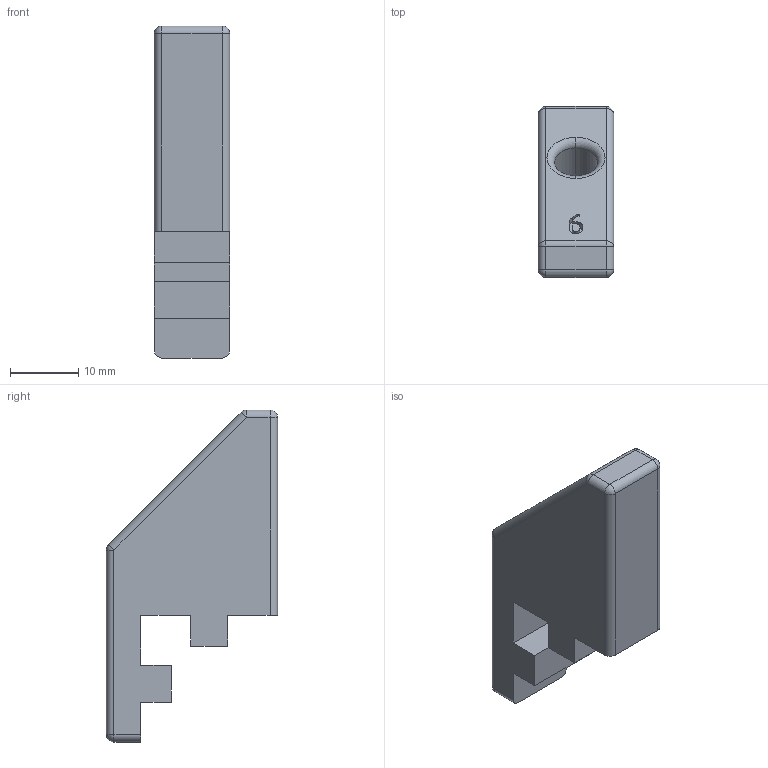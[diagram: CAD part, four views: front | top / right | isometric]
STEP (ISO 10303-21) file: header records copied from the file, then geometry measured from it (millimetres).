
FILE_DESCRIPTION (( 'STEP AP214' ), '1' );
FILE_NAME ('ô6.STEP', '2025-11-05T06:15:26', ( '' ), ( '' ), 'SwSTEP 2.0', 'SolidWorks 2025', '' );
FILE_SCHEMA (( 'AUTOMOTIVE_DESIGN' ));
Length unit declared in the file: millimetre
Products named in the file (1): ф6
Bounding box: 11 x 25 x 48.5 mm (x, y, z)
Volume: 7226.1 mm3; surface area: 3168.9 mm2
Topology: 1 solids, 1 shells, 65 faces, 162 edges, 94 vertices
Faces by surface type: plane 26, cylinder 16, bspline 13, sphere 8, torus 2
Entity records: 2413 total; most frequent: CARTESIAN_POINT 959, ORIENTED_EDGE 308, DIRECTION 270, EDGE_CURVE 154, VERTEX_POINT 94, LINE 92, VECTOR 92, AXIS2_PLACEMENT_3D 89
